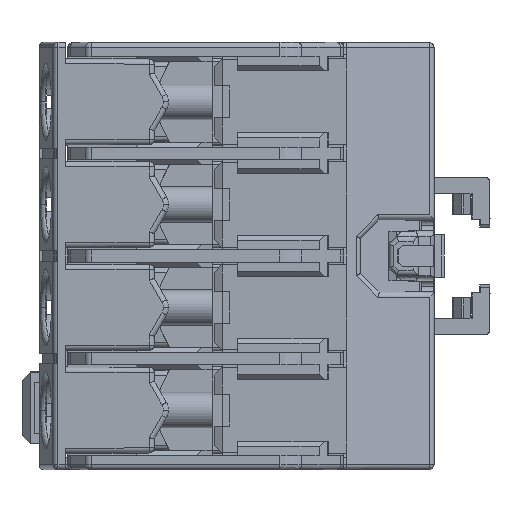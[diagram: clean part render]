
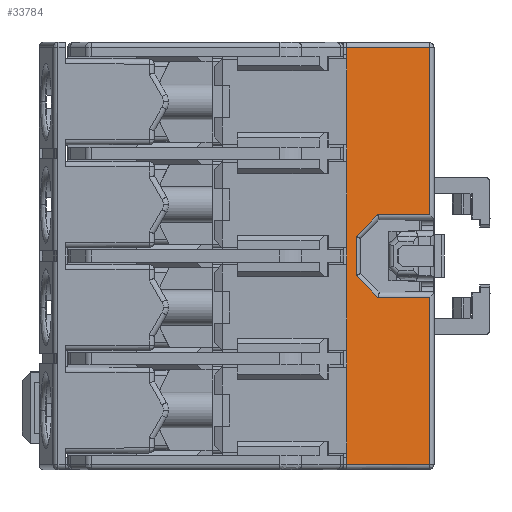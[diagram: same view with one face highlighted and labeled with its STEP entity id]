
A CAD part, left-side view. The second image highlights one B-rep face of the part: STEP entity #33784.
In plain terms, the highlighted planar face has unit normal (-0.981, -0.192, 0).
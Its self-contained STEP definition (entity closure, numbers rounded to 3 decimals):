
#52 = VECTOR ( 'NONE', #8113, 1000. ) ;
#558 = EDGE_CURVE ( 'NONE', #70366, #88700, #14715, .T. ) ;
#560 = CARTESIAN_POINT ( 'NONE',  ( -17.9, -2.2, 20.5 ) ) ;
#942 = DIRECTION ( 'NONE',  ( -0.192, 0.981, 0. ) ) ;
#1027 = VERTEX_POINT ( 'NONE', #11050 ) ;
#1857 = DIRECTION ( 'NONE',  ( 0., 0., 1. ) ) ;
#3394 = EDGE_CURVE ( 'NONE', #120675, #118675, #63381, .T. ) ;
#3696 = CARTESIAN_POINT ( 'NONE',  ( -17.298, -5.271, 4.043 ) ) ;
#4779 = CARTESIAN_POINT ( 'NONE',  ( -17.713, -3.152, -1.925 ) ) ;
#5987 = LINE ( 'NONE', #118537, #30508 ) ;
#8113 = DIRECTION ( 'NONE',  ( 0.192, -0.981, 0.001 ) ) ;
#8352 = DIRECTION ( 'NONE',  ( 0., 0., 1. ) ) ;
#9112 = CARTESIAN_POINT ( 'NONE',  ( -17.9, -2.2, -19.374 ) ) ;
#9235 = VECTOR ( 'NONE', #19586, 1000. ) ;
#11050 = CARTESIAN_POINT ( 'NONE',  ( -16.294, -10.396, 20.471 ) ) ;
#11282 = ORIENTED_EDGE ( 'NONE', *, *, #122951, .F. ) ;
#13417 = CARTESIAN_POINT ( 'NONE',  ( -16.294, -10.396, 4.039 ) ) ;
#13857 = CARTESIAN_POINT ( 'NONE',  ( -17.9, -2.2, 0. ) ) ;
#13904 = EDGE_CURVE ( 'NONE', #118277, #51842, #117500, .T. ) ;
#13939 = LINE ( 'NONE', #33289, #19809 ) ;
#14062 = VECTOR ( 'NONE', #80774, 1000. ) ;
#14658 = CARTESIAN_POINT ( 'NONE',  ( -17.9, -2.2, 0. ) ) ;
#14715 = LINE ( 'NONE', #52825, #82529 ) ;
#14831 = LINE ( 'NONE', #82904, #99183 ) ;
#15212 = CARTESIAN_POINT ( 'NONE',  ( -16.294, -10.396, -4.039 ) ) ;
#15245 = VECTOR ( 'NONE', #22377, 1000. ) ;
#15625 = LINE ( 'NONE', #109404, #19500 ) ;
#16398 = LINE ( 'NONE', #73862, #14062 ) ;
#17269 = EDGE_CURVE ( 'NONE', #39210, #120675, #87765, .T. ) ;
#18173 = CARTESIAN_POINT ( 'NONE',  ( -17.9, -2.2, 0.826 ) ) ;
#18797 = VERTEX_POINT ( 'NONE', #3696 ) ;
#19500 = VECTOR ( 'NONE', #53111, 1000. ) ;
#19586 = DIRECTION ( 'NONE',  ( 0., 0., 1. ) ) ;
#19809 = VECTOR ( 'NONE', #107087, 1000. ) ;
#20524 = EDGE_CURVE ( 'NONE', #118675, #58773, #13939, .T. ) ;
#20940 = DIRECTION ( 'NONE',  ( 0.981, 0.192, 0. ) ) ;
#21192 = VERTEX_POINT ( 'NONE', #560 ) ;
#21526 = DIRECTION ( 'NONE',  ( -0.192, 0.981, -0.003 ) ) ;
#22374 = CARTESIAN_POINT ( 'NONE',  ( -17.9, -2.2, -20.5 ) ) ;
#22377 = DIRECTION ( 'NONE',  ( -0.192, 0.981, 0.001 ) ) ;
#22476 = ORIENTED_EDGE ( 'NONE', *, *, #100892, .F. ) ;
#25077 = DIRECTION ( 'NONE',  ( 0., 0., 1. ) ) ;
#25652 = LINE ( 'NONE', #121926, #54202 ) ;
#27188 = ORIENTED_EDGE ( 'NONE', *, *, #89774, .F. ) ;
#27431 = EDGE_CURVE ( 'NONE', #92906, #70366, #105198, .T. ) ;
#27482 = LINE ( 'NONE', #56827, #52 ) ;
#27596 = ORIENTED_EDGE ( 'NONE', *, *, #96340, .T. ) ;
#30508 = VECTOR ( 'NONE', #61644, 1000. ) ;
#31235 = CARTESIAN_POINT ( 'NONE',  ( -17.447, -4.512, -3.284 ) ) ;
#31747 = LINE ( 'NONE', #78622, #15245 ) ;
#31754 = ORIENTED_EDGE ( 'NONE', *, *, #58433, .F. ) ;
#31836 = LINE ( 'NONE', #69958, #102237 ) ;
#33274 = DIRECTION ( 'NONE',  ( 0., 0., 1. ) ) ;
#33289 = CARTESIAN_POINT ( 'NONE',  ( -17.9, -2.2, 0. ) ) ;
#33578 = DIRECTION ( 'NONE',  ( 0., 0., 1. ) ) ;
#33784 = ADVANCED_FACE ( 'NONE', ( #57234 ), #49054, .F. ) ;
#34256 = CARTESIAN_POINT ( 'NONE',  ( -17.9, -2.2, -0.826 ) ) ;
#39210 = VERTEX_POINT ( 'NONE', #56997 ) ;
#46737 = CARTESIAN_POINT ( 'NONE',  ( -17.9, -2.2, -10.926 ) ) ;
#49054 = PLANE ( 'NONE',  #53275 ) ;
#51842 = VERTEX_POINT ( 'NONE', #116342 ) ;
#52045 = CARTESIAN_POINT ( 'NONE',  ( -17.9, -2.2, 0. ) ) ;
#52498 = ORIENTED_EDGE ( 'NONE', *, *, #62551, .F. ) ;
#52561 = EDGE_CURVE ( 'NONE', #58773, #83398, #78503, .T. ) ;
#52825 = CARTESIAN_POINT ( 'NONE',  ( -17.9, -2.2, 0. ) ) ;
#53111 = DIRECTION ( 'NONE',  ( 0.192, -0.981, -0.003 ) ) ;
#53275 = AXIS2_PLACEMENT_3D ( 'NONE', #95367, #20940, #942 ) ;
#54202 = VECTOR ( 'NONE', #112533, 1000. ) ;
#54252 = ORIENTED_EDGE ( 'NONE', *, *, #80331, .F. ) ;
#55671 = DIRECTION ( 'NONE',  ( 0., 0., -1. ) ) ;
#56827 = CARTESIAN_POINT ( 'NONE',  ( -17.305, -5.238, -4.043 ) ) ;
#56997 = CARTESIAN_POINT ( 'NONE',  ( -16.294, -10.396, -20.471 ) ) ;
#57234 = FACE_OUTER_BOUND ( 'NONE', #89470, .T. ) ;
#58433 = EDGE_CURVE ( 'NONE', #83398, #79180, #16398, .T. ) ;
#58773 = VERTEX_POINT ( 'NONE', #46737 ) ;
#59168 = ORIENTED_EDGE ( 'NONE', *, *, #13904, .F. ) ;
#60347 = VECTOR ( 'NONE', #55671, 1000. ) ;
#60598 = DIRECTION ( 'NONE',  ( 0.137, -0.701, -0.7 ) ) ;
#61644 = DIRECTION ( 'NONE',  ( 0., 0., 1. ) ) ;
#62551 = EDGE_CURVE ( 'NONE', #88700, #21192, #120738, .T. ) ;
#63381 = LINE ( 'NONE', #14658, #118381 ) ;
#66765 = ORIENTED_EDGE ( 'NONE', *, *, #52561, .F. ) ;
#66984 = VECTOR ( 'NONE', #109145, 1000. ) ;
#69958 = CARTESIAN_POINT ( 'NONE',  ( -16.294, -10.396, -11.959 ) ) ;
#70366 = VERTEX_POINT ( 'NONE', #83302 ) ;
#70636 = VERTEX_POINT ( 'NONE', #18173 ) ;
#73707 = VECTOR ( 'NONE', #60598, 1000. ) ;
#73862 = CARTESIAN_POINT ( 'NONE',  ( -17.9, -2.2, 0. ) ) ;
#74469 = CARTESIAN_POINT ( 'NONE',  ( -17.9, -2.2, 19.374 ) ) ;
#78503 = LINE ( 'NONE', #90369, #66984 ) ;
#78622 = CARTESIAN_POINT ( 'NONE',  ( -17.298, -5.271, 4.043 ) ) ;
#79180 = VERTEX_POINT ( 'NONE', #34256 ) ;
#80331 = EDGE_CURVE ( 'NONE', #108016, #118277, #112549, .T. ) ;
#80774 = DIRECTION ( 'NONE',  ( 0., 0., 1. ) ) ;
#82529 = VECTOR ( 'NONE', #107861, 1000. ) ;
#82904 = CARTESIAN_POINT ( 'NONE',  ( -17.9, -2.2, 0. ) ) ;
#83302 = CARTESIAN_POINT ( 'NONE',  ( -17.9, -2.2, 10.926 ) ) ;
#83398 = VERTEX_POINT ( 'NONE', #101423 ) ;
#86230 = CARTESIAN_POINT ( 'NONE',  ( -17.713, -3.152, 1.925 ) ) ;
#87765 = LINE ( 'NONE', #107151, #111190 ) ;
#88051 = VERTEX_POINT ( 'NONE', #13417 ) ;
#88700 = VERTEX_POINT ( 'NONE', #74469 ) ;
#88862 = CARTESIAN_POINT ( 'NONE',  ( -17.9, -2.2, 0. ) ) ;
#89031 = EDGE_CURVE ( 'NONE', #21192, #1027, #15625, .T. ) ;
#89470 = EDGE_LOOP ( 'NONE', ( #122087, #52498, #99428, #116798, #22476, #27188, #31754, #66765, #97979, #111120, #121920, #27596, #112094, #59168, #54252, #110331, #11282, #102311 ) ) ;
#89774 = EDGE_CURVE ( 'NONE', #79180, #70636, #101413, .T. ) ;
#90369 = CARTESIAN_POINT ( 'NONE',  ( -17.9, -2.2, 0. ) ) ;
#90681 = CARTESIAN_POINT ( 'NONE',  ( -17.9, -2.2, 9.274 ) ) ;
#92098 = VECTOR ( 'NONE', #25077, 1000. ) ;
#92636 = VERTEX_POINT ( 'NONE', #15212 ) ;
#92906 = VERTEX_POINT ( 'NONE', #90681 ) ;
#95367 = CARTESIAN_POINT ( 'NONE',  ( -16.294, -10.396, -20.5 ) ) ;
#96340 = EDGE_CURVE ( 'NONE', #39210, #92636, #31836, .T. ) ;
#97979 = ORIENTED_EDGE ( 'NONE', *, *, #20524, .F. ) ;
#99183 = VECTOR ( 'NONE', #33578, 1000. ) ;
#99428 = ORIENTED_EDGE ( 'NONE', *, *, #558, .F. ) ;
#100892 = EDGE_CURVE ( 'NONE', #70636, #92906, #14831, .T. ) ;
#101413 = LINE ( 'NONE', #52045, #113362 ) ;
#101423 = CARTESIAN_POINT ( 'NONE',  ( -17.9, -2.2, -9.274 ) ) ;
#102237 = VECTOR ( 'NONE', #1857, 1000. ) ;
#102311 = ORIENTED_EDGE ( 'NONE', *, *, #115792, .T. ) ;
#103179 = CARTESIAN_POINT ( 'NONE',  ( -17.713, -3.152, 0. ) ) ;
#105198 = LINE ( 'NONE', #88862, #9235 ) ;
#105796 = EDGE_CURVE ( 'NONE', #51842, #92636, #27482, .T. ) ;
#107087 = DIRECTION ( 'NONE',  ( 0., 0., 1. ) ) ;
#107151 = CARTESIAN_POINT ( 'NONE',  ( -16.294, -10.396, -20.471 ) ) ;
#107861 = DIRECTION ( 'NONE',  ( 0., 0., 1. ) ) ;
#108016 = VERTEX_POINT ( 'NONE', #86230 ) ;
#109145 = DIRECTION ( 'NONE',  ( 0., 0., 1. ) ) ;
#109404 = CARTESIAN_POINT ( 'NONE',  ( -17.91, -2.151, 20.5 ) ) ;
#109617 = EDGE_CURVE ( 'NONE', #18797, #108016, #25652, .T. ) ;
#110331 = ORIENTED_EDGE ( 'NONE', *, *, #109617, .F. ) ;
#111120 = ORIENTED_EDGE ( 'NONE', *, *, #3394, .F. ) ;
#111190 = VECTOR ( 'NONE', #21526, 1000. ) ;
#112094 = ORIENTED_EDGE ( 'NONE', *, *, #105796, .F. ) ;
#112533 = DIRECTION ( 'NONE',  ( -0.137, 0.701, -0.7 ) ) ;
#112549 = LINE ( 'NONE', #103179, #60347 ) ;
#113362 = VECTOR ( 'NONE', #33274, 1000. ) ;
#115792 = EDGE_CURVE ( 'NONE', #88051, #1027, #5987, .T. ) ;
#116342 = CARTESIAN_POINT ( 'NONE',  ( -17.298, -5.271, -4.043 ) ) ;
#116798 = ORIENTED_EDGE ( 'NONE', *, *, #27431, .F. ) ;
#117500 = LINE ( 'NONE', #31235, #73707 ) ;
#118277 = VERTEX_POINT ( 'NONE', #4779 ) ;
#118381 = VECTOR ( 'NONE', #8352, 1000. ) ;
#118537 = CARTESIAN_POINT ( 'NONE',  ( -16.294, -10.396, 11.959 ) ) ;
#118675 = VERTEX_POINT ( 'NONE', #9112 ) ;
#120675 = VERTEX_POINT ( 'NONE', #22374 ) ;
#120738 = LINE ( 'NONE', #13857, #92098 ) ;
#121920 = ORIENTED_EDGE ( 'NONE', *, *, #17269, .F. ) ;
#121926 = CARTESIAN_POINT ( 'NONE',  ( -17.447, -4.512, 3.284 ) ) ;
#122087 = ORIENTED_EDGE ( 'NONE', *, *, #89031, .F. ) ;
#122951 = EDGE_CURVE ( 'NONE', #88051, #18797, #31747, .T. ) ;
